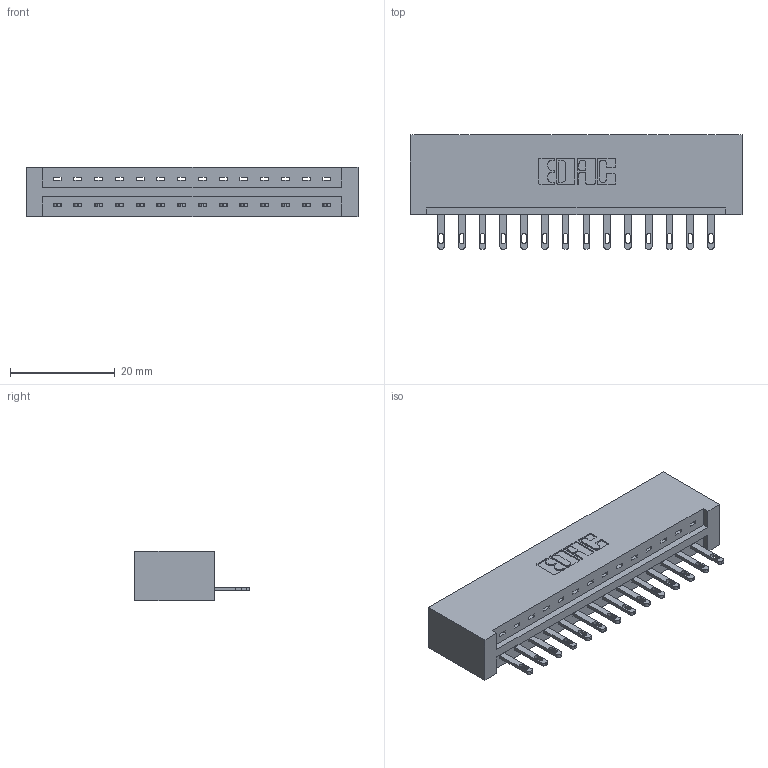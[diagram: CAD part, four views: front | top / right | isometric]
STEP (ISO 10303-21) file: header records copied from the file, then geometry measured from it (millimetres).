
FILE_DESCRIPTION (( 'STEP AP203' ), '1' );
FILE_NAME ('337-014-500-101.STEP', '2019-09-28T02:46:48', ( '' ), ( '' ), 'SwSTEP 2.0', 'SolidWorks 2016', '' );
FILE_SCHEMA (( 'CONFIG_CONTROL_DESIGN' ));
Length unit declared in the file: inch
Products named in the file (3): 337-014-500-101; 337 Part_No Mounting Lugs; 345-292-001_345-293-100
Assembly tree (15 placements, depth 2):
  337-014-500-101
    337 Part_No Mounting Lugs
    345-292-001_345-293-100  x14
Bounding box: 63.35 x 21.85 x 9.4 mm (x, y, z)
Volume: 6980.9 mm3; surface area: 7072.5 mm2
Topology: 15 solids, 15 shells, 918 faces, 2807 edges, 1870 vertices
Faces by surface type: plane 626, cylinder 292
Entity records: 13681 total; most frequent: CARTESIAN_POINT 2388, ORIENTED_EDGE 2338, DIRECTION 2061, EDGE_CURVE 1169, VECTOR 1045, LINE 1045, VERTEX_POINT 778, AXIS2_PLACEMENT_3D 508
